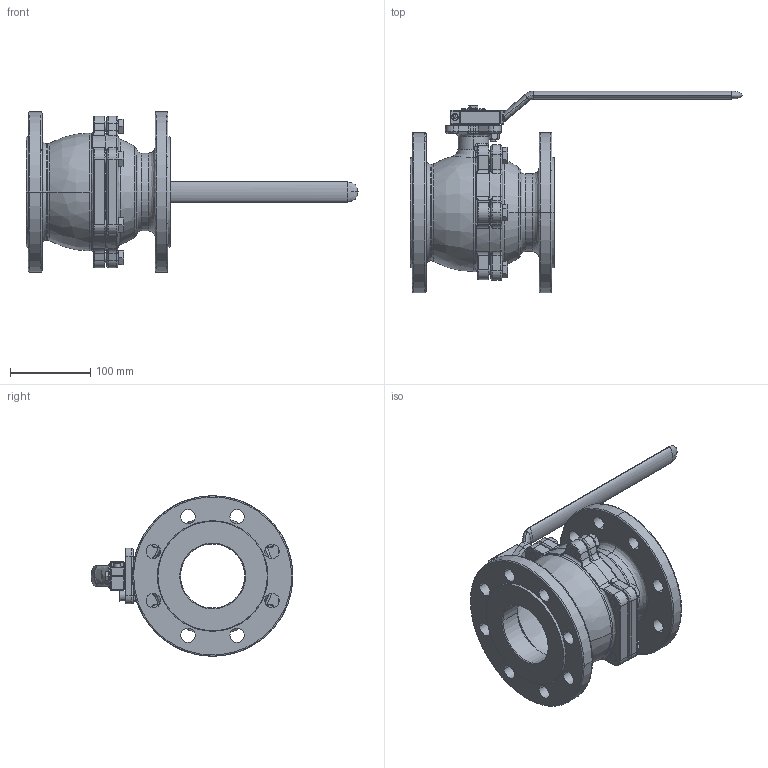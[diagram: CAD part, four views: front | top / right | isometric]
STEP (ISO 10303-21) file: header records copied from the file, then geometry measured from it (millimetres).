
FILE_DESCRIPTION (( 'STEP AP214' ), '1' );
FILE_NAME ('Fig. 150 DN-080.STEP', '2020-10-15T08:36:40', ( '' ), ( '' ), 'SwSTEP 2.0', 'SolidWorks 2020', '' );
FILE_SCHEMA (( 'AUTOMOTIVE_DESIGN' ));
Length unit declared in the file: millimetre
Products named in the file (1): Fig. 150  DN-080
Bounding box: 414 x 251.5 x 200 mm (x, y, z)
Volume: 1739929.6 mm3; surface area: 359462 mm2
Topology: 17 solids, 17 shells, 877 faces, 2054 edges, 1214 vertices
Faces by surface type: cylinder 295, plane 247, bspline 187, cone 128, sphere 15, torus 5
Entity records: 48114 total; most frequent: CARTESIAN_POINT 19152, ORIENTED_EDGE 4018, DIRECTION 3955, EDGE_CURVE 2009, AXIS2_PLACEMENT_3D 1627, VERTEX_POINT 1204, EDGE_LOOP 997, CIRCLE 936
